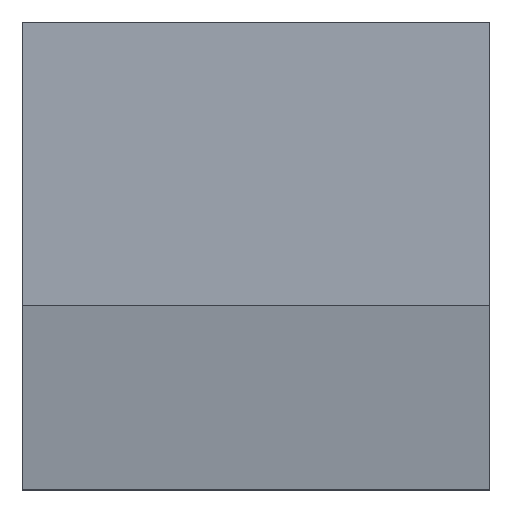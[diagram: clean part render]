
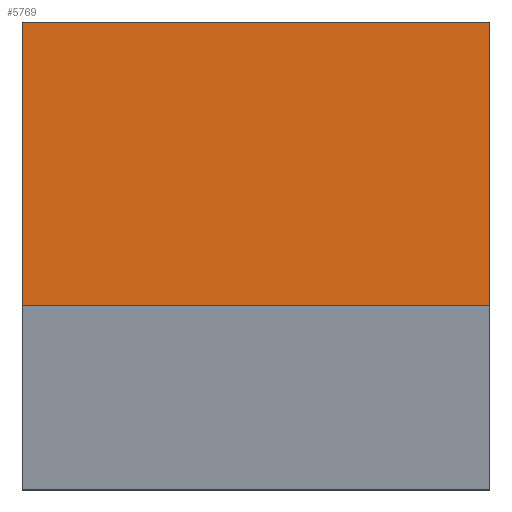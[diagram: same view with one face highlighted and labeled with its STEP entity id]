
A CAD part, top view. The second image highlights one B-rep face of the part: STEP entity #5769.
In plain terms, the highlighted planar face has unit normal (0, 0, 1).
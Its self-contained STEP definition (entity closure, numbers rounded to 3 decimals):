
#240 = PLANE('',#241);
#241 = AXIS2_PLACEMENT_3D('',#242,#243,#244);
#242 = CARTESIAN_POINT('',(0.,50.,37.));
#243 = DIRECTION('',(-0.,1.,0.));
#244 = DIRECTION('',(0.,0.,1.));
#1255 = PLANE('',#1256);
#1256 = AXIS2_PLACEMENT_3D('',#1257,#1258,#1259);
#1257 = CARTESIAN_POINT('',(0.,0.,33.527));
#1258 = DIRECTION('',(1.,0.,0.));
#1259 = DIRECTION('',(-0.,0.,1.));
#1796 = VERTEX_POINT('',#1797);
#1797 = CARTESIAN_POINT('',(0.,19.699,37.));
#1811 = PLANE('',#1812);
#1812 = AXIS2_PLACEMENT_3D('',#1813,#1814,#1815);
#1813 = CARTESIAN_POINT('',(50.,0.,33.527));
#1814 = DIRECTION('',(0.,0.174,-0.985));
#1815 = DIRECTION('',(0.,-0.985,-0.174));
#1823 = EDGE_CURVE('',#1796,#1824,#1826,.T.);
#1824 = VERTEX_POINT('',#1825);
#1825 = CARTESIAN_POINT('',(0.,50.,37.));
#1826 = SURFACE_CURVE('',#1827,(#1831,#1838),.PCURVE_S1.);
#1827 = LINE('',#1828,#1829);
#1828 = CARTESIAN_POINT('',(0.,19.699,37.));
#1829 = VECTOR('',#1830,1.);
#1830 = DIRECTION('',(0.,1.,0.));
#1831 = PCURVE('',#1255,#1832);
#1832 = DEFINITIONAL_REPRESENTATION('',(#1833),#1837);
#1833 = LINE('',#1834,#1835);
#1834 = CARTESIAN_POINT('',(3.473,-19.699));
#1835 = VECTOR('',#1836,1.);
#1836 = DIRECTION('',(0.,-1.));
#1837 = ( GEOMETRIC_REPRESENTATION_CONTEXT(2) 
PARAMETRIC_REPRESENTATION_CONTEXT() REPRESENTATION_CONTEXT('2D SPACE',''
  ) );
#1838 = PCURVE('',#1839,#1844);
#1839 = PLANE('',#1840);
#1840 = AXIS2_PLACEMENT_3D('',#1841,#1842,#1843);
#1841 = CARTESIAN_POINT('',(50.,19.699,37.));
#1842 = DIRECTION('',(0.,0.,-1.));
#1843 = DIRECTION('',(-1.,0.,-0.));
#1844 = DEFINITIONAL_REPRESENTATION('',(#1845),#1849);
#1845 = LINE('',#1846,#1847);
#1846 = CARTESIAN_POINT('',(50.,0.));
#1847 = VECTOR('',#1848,1.);
#1848 = DIRECTION('',(0.,1.));
#1849 = ( GEOMETRIC_REPRESENTATION_CONTEXT(2) 
PARAMETRIC_REPRESENTATION_CONTEXT() REPRESENTATION_CONTEXT('2D SPACE',''
  ) );
#2755 = PLANE('',#2756);
#2756 = AXIS2_PLACEMENT_3D('',#2757,#2758,#2759);
#2757 = CARTESIAN_POINT('',(50.,40.,0.));
#2758 = DIRECTION('',(1.,0.,-0.));
#2759 = DIRECTION('',(0.,0.,1.));
#5701 = EDGE_CURVE('',#1824,#5702,#5704,.T.);
#5702 = VERTEX_POINT('',#5703);
#5703 = CARTESIAN_POINT('',(50.,50.,37.));
#5704 = SURFACE_CURVE('',#5705,(#5709,#5716),.PCURVE_S1.);
#5705 = LINE('',#5706,#5707);
#5706 = CARTESIAN_POINT('',(0.,50.,37.));
#5707 = VECTOR('',#5708,1.);
#5708 = DIRECTION('',(1.,0.,0.));
#5709 = PCURVE('',#240,#5710);
#5710 = DEFINITIONAL_REPRESENTATION('',(#5711),#5715);
#5711 = LINE('',#5712,#5713);
#5712 = CARTESIAN_POINT('',(0.,0.));
#5713 = VECTOR('',#5714,1.);
#5714 = DIRECTION('',(0.,1.));
#5715 = ( GEOMETRIC_REPRESENTATION_CONTEXT(2) 
PARAMETRIC_REPRESENTATION_CONTEXT() REPRESENTATION_CONTEXT('2D SPACE',''
  ) );
#5716 = PCURVE('',#1839,#5717);
#5717 = DEFINITIONAL_REPRESENTATION('',(#5718),#5722);
#5718 = LINE('',#5719,#5720);
#5719 = CARTESIAN_POINT('',(50.,30.301));
#5720 = VECTOR('',#5721,1.);
#5721 = DIRECTION('',(-1.,0.));
#5722 = ( GEOMETRIC_REPRESENTATION_CONTEXT(2) 
PARAMETRIC_REPRESENTATION_CONTEXT() REPRESENTATION_CONTEXT('2D SPACE',''
  ) );
#5769 = ADVANCED_FACE('',(#5770),#1839,.F.);
#5770 = FACE_BOUND('',#5771,.T.);
#5771 = EDGE_LOOP('',(#5772,#5795,#5796,#5797));
#5772 = ORIENTED_EDGE('',*,*,#5773,.T.);
#5773 = EDGE_CURVE('',#5774,#5702,#5776,.T.);
#5774 = VERTEX_POINT('',#5775);
#5775 = CARTESIAN_POINT('',(50.,19.699,37.));
#5776 = SURFACE_CURVE('',#5777,(#5781,#5788),.PCURVE_S1.);
#5777 = LINE('',#5778,#5779);
#5778 = CARTESIAN_POINT('',(50.,19.699,37.));
#5779 = VECTOR('',#5780,1.);
#5780 = DIRECTION('',(0.,1.,0.));
#5781 = PCURVE('',#1839,#5782);
#5782 = DEFINITIONAL_REPRESENTATION('',(#5783),#5787);
#5783 = LINE('',#5784,#5785);
#5784 = CARTESIAN_POINT('',(0.,0.));
#5785 = VECTOR('',#5786,1.);
#5786 = DIRECTION('',(0.,1.));
#5787 = ( GEOMETRIC_REPRESENTATION_CONTEXT(2) 
PARAMETRIC_REPRESENTATION_CONTEXT() REPRESENTATION_CONTEXT('2D SPACE',''
  ) );
#5788 = PCURVE('',#2755,#5789);
#5789 = DEFINITIONAL_REPRESENTATION('',(#5790),#5794);
#5790 = LINE('',#5791,#5792);
#5791 = CARTESIAN_POINT('',(37.,20.301));
#5792 = VECTOR('',#5793,1.);
#5793 = DIRECTION('',(0.,-1.));
#5794 = ( GEOMETRIC_REPRESENTATION_CONTEXT(2) 
PARAMETRIC_REPRESENTATION_CONTEXT() REPRESENTATION_CONTEXT('2D SPACE',''
  ) );
#5795 = ORIENTED_EDGE('',*,*,#5701,.F.);
#5796 = ORIENTED_EDGE('',*,*,#1823,.F.);
#5797 = ORIENTED_EDGE('',*,*,#5798,.T.);
#5798 = EDGE_CURVE('',#1796,#5774,#5799,.T.);
#5799 = SURFACE_CURVE('',#5800,(#5804,#5811),.PCURVE_S1.);
#5800 = LINE('',#5801,#5802);
#5801 = CARTESIAN_POINT('',(0.,19.699,37.));
#5802 = VECTOR('',#5803,1.);
#5803 = DIRECTION('',(1.,0.,0.));
#5804 = PCURVE('',#1839,#5805);
#5805 = DEFINITIONAL_REPRESENTATION('',(#5806),#5810);
#5806 = LINE('',#5807,#5808);
#5807 = CARTESIAN_POINT('',(50.,0.));
#5808 = VECTOR('',#5809,1.);
#5809 = DIRECTION('',(-1.,0.));
#5810 = ( GEOMETRIC_REPRESENTATION_CONTEXT(2) 
PARAMETRIC_REPRESENTATION_CONTEXT() REPRESENTATION_CONTEXT('2D SPACE',''
  ) );
#5811 = PCURVE('',#1811,#5812);
#5812 = DEFINITIONAL_REPRESENTATION('',(#5813),#5817);
#5813 = LINE('',#5814,#5815);
#5814 = CARTESIAN_POINT('',(-20.003,50.));
#5815 = VECTOR('',#5816,1.);
#5816 = DIRECTION('',(0.,-1.));
#5817 = ( GEOMETRIC_REPRESENTATION_CONTEXT(2) 
PARAMETRIC_REPRESENTATION_CONTEXT() REPRESENTATION_CONTEXT('2D SPACE',''
  ) );
